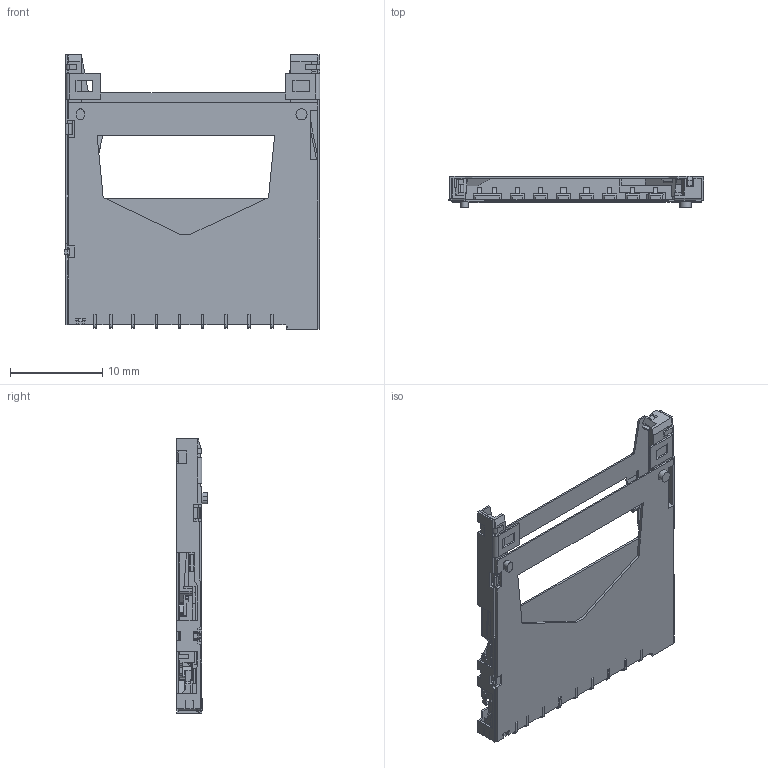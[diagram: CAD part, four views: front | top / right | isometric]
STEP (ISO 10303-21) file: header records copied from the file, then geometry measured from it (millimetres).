
FILE_DESCRIPTION((''),'2;1');
FILE_NAME('C-1939115-1','2010-01-19T',('workeradm'),(''),'PRO/ENGINEER BY PARAMETRIC TECHNOLOGY CORPORATION, 2008380','PRO/ENGINEER BY PARAMETRIC TECHNOLOGY CORPORATION, 2008380','');
FILE_SCHEMA(('AUTOMOTIVE_DESIGN { 1 0 10303 214 1 1 1 1 }'));
Length unit declared in the file: millimetre
Products named in the file (1): C-1939115-1
Bounding box: 27.68 x 3.35 x 29.7 mm (x, y, z)
Volume: 508 mm3; surface area: 2824.8 mm2
Topology: 1 solids, 1 shells, 803 faces, 2456 edges, 1608 vertices
Faces by surface type: plane 674, cylinder 129
Entity records: 27258 total; most frequent: ORIENTED_EDGE 4912, CARTESIAN_POINT 4887, DIRECTION 4318, EDGE_CURVE 2456, VECTOR 2186, LINE 2186, VERTEX_POINT 1608, AXIS2_PLACEMENT_3D 1066
